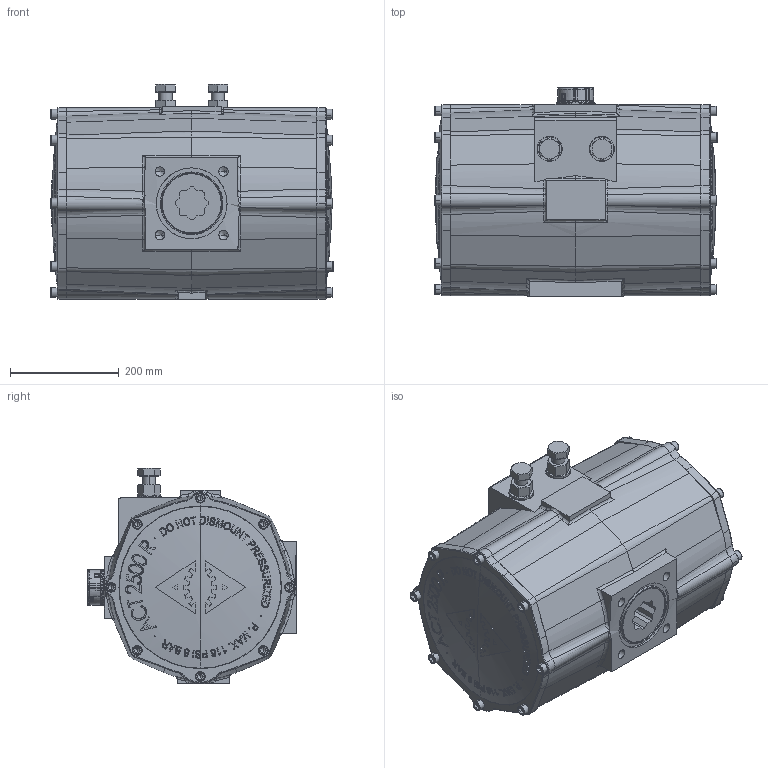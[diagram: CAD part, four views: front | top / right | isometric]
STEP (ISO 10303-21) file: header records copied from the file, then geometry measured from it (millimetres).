
FILE_DESCRIPTION (( 'STEP AP214' ), '1' );
FILE_NAME ('ADA2500.STEP', '2011-12-08T08:23:00', ( 'ossuin - p' ), ( 'Ossuin' ), 'SwSTEP 2.0', 'SolidWorks 2010', '' );
FILE_SCHEMA (( 'AUTOMOTIVE_DESIGN' ));
Length unit declared in the file: millimetre
Products named in the file (9): TD2500; Tapon ﾘ65; Hexagon Nut ISO 4032 - M24 - D - C_Default; Washer DIN 125 - A 25_Washer DIN 125 - A 25; ISO 4014 - M24 x 130 x 130-C_ISO 4014 - M24 x 130 x 130-C; DIN 912 M12 x 35 --- 35C_Default; E2500N; M2500; ADA2500
Assembly tree (27 placements, depth 2):
  ADA2500
    DIN 912 M12 x 35 --- 35C_Default  x16
    ISO 4014 - M24 x 130 x 130-C_ISO 4014 - M24 x 130 x 130-C  x2
    Washer DIN 125 - A 25_Washer DIN 125 - A 25  x2
    TD2500  x2
    Tapon ﾘ65
    E2500N
    M2500
    Hexagon Nut ISO 4032 - M24 - D - C_Default  x2
Bounding box: 519.2 x 383.28 x 396.5 mm (x, y, z)
Volume: 13858644.1 mm3; surface area: 1834149.5 mm2
Topology: 40 solids, 40 shells, 5495 faces, 14738 edges, 9401 vertices
Faces by surface type: plane 2841, cylinder 1114, bspline 693, cone 347, torus 268, sphere 232
Entity records: 176823 total; most frequent: CARTESIAN_POINT 63878, ORIENTED_EDGE 20340, DIRECTION 19202, EDGE_CURVE 10170, AXIS2_PLACEMENT_3D 7372, VERTEX_POINT 6570, LINE 4458, VECTOR 4458
